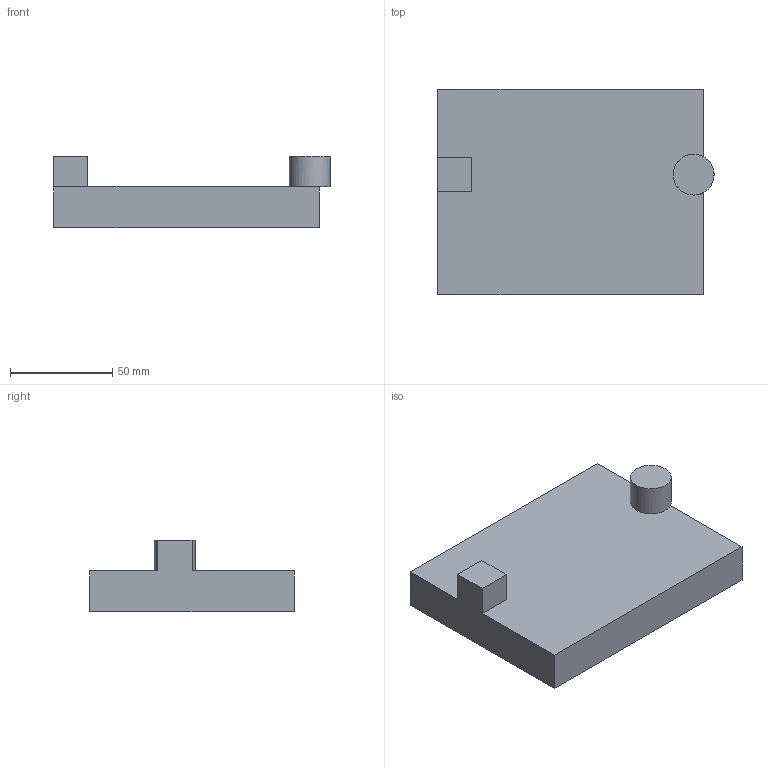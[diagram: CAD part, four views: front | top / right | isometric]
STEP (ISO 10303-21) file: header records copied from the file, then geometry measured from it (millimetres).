
FILE_DESCRIPTION( ('This file contains a STEP AP42 implementation' ,'as created by ZW3D STEP Interface translator.') ,'2;1' );
FILE_NAME( 'boss002.stp' ,'241024.114144', (''), ('ZWCAD Software Co.'), 'Version 1.0', 'ZW3D to STEP translator', '' );
FILE_SCHEMA(('AUTOMOTIVE_DESIGN { 1 0 10303 214 1 1 1 1 }'));
Length unit declared in the file: millimetre
Products named in the file (2): 0; 錨璃001
Bounding box: 135.29 x 100 x 35 mm (x, y, z)
Volume: 268945.6 mm3; surface area: 37283.4 mm2
Topology: 1 solids, 1 shells, 13 faces, 36 edges, 29 vertices
Faces by surface type: plane 12, cylinder 1
Full cylindrical faces by diameter (mm): 20 x1
Entity records: 454 total; most frequent: CARTESIAN_POINT 70, DIRECTION 69, ORIENTED_EDGE 62, VECTOR 31, LINE 31, EDGE_CURVE 31, VERTEX_POINT 20, AXIS2_PLACEMENT_3D 19
